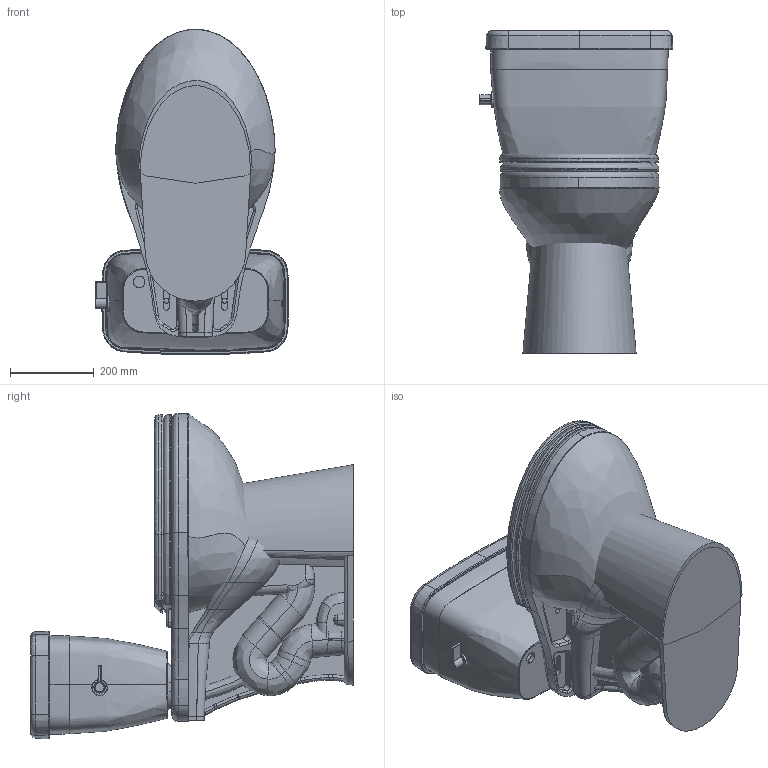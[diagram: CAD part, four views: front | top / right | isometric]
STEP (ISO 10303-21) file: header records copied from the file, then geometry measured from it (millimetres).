
FILE_DESCRIPTION (( 'STEP AP203' ), '1' );
FILE_NAME ('235E Assembly.STEP', '2016-08-26T21:59:08', ( '' ), ( '' ), 'SwSTEP 2.0', 'SolidWorks 2015', '' );
FILE_SCHEMA (( 'CONFIG_CONTROL_DESIGN' ));
Length unit declared in the file: inch
Products named in the file (159): Updated_Flapperless_Tank_11_3_020; Updated_Flapperless_Lid006; Updated_Flapperless_Lid045; Updated_Flapperless_Lid058; Updated_Flapperless_Lid067; BoltCoverLeft; Achilles_Top003; bulge_and_tail; Updated_Flapperless_Lid049; Updated_Flapperless_Lid007; Updated_Flapperless_Lid039; Updated_Flapperless_Lid029; Updated_Flapperless_Lid021; Updated_Flapperless_Lid005; Updated_Flapperless_Lid031; Updated_Flapperless_Lid015; Updated_Flapperless_Lid027; Updated_Flapperless_Lid022; Good_Tube; 235E Assembly; Updated_Flapperless_Lid008; Updated_Flapperless_Tank_11_3_028; Achilles_Top001; Updated_Flapperless_Lid072; Updated_Flapperless_Lid043; Updated_Flapperless_Lid051; Good_Tube001; Updated_Flapperless_Lid092; Cap_l; Updated_Flapperless_Lid038; Updated_Flapperless_Lid; Updated_Flapperless_Tank_11_3_015; Updated_Flapperless_Tank_11_3_021; Updated_Flapperless_Lid068; Bowl_Chute_Fillet; Updated_Flapperless_Lid035; Updated_Flapperless_Lid020; Plug; Tube_footer_Fillet; Updated_Flapperless_Tank_11_3_025 ...
Assembly tree (158 placements, depth 2):
  235E Assembly
    Updated_Flapperless_Tank_11_3_012
    Updated_Flapperless_Tank_11_3_013
    Updated_Flapperless_Tank_11_3_017
    Updated_Flapperless_Tank_11_3_019
    Updated_Flapperless_Tank_11_3_015
    Updated_Flapperless_Tank_11_3_014
    Updated_Flapperless_Tank_11_3_018
    Plug
    Achilles_Top003
    Achilles_Top
    Achilles_Top001
    Achilles_Top002
    Achilles_Bottom
    Updated_Flapperless_Tank_11_3_009
    Updated_Flapperless_Tank_11_3_008
    Updated_Flapperless_Tank_11_3_011
    Updated_Flapperless_Tank_11_3_010
    Updated_Flapperless_Tank_11_3_016
    Good_Tube
    Good_Tube001
    Bowl_Shell
    Bulge_and_Tail
    Gasket
    Seat_235E
    Bowl_Chute_Fillet
    Base
    Cap_r
    Cap_l
    Lid_235E
    Achilles_Bottom001
    Chimney
    Achilles_Bottom002
    bulge_and_tail
    Tube_footer_Fillet
    Updated_Flapperless_Lid089
    Updated_Flapperless_Tank_11_3_006
    Updated_Flapperless_Tank_11_3_
    Updated_Flapperless_Tank_11_3_005
    Updated_Flapperless_Tank_11_3_004
    Updated_Flapperless_Lid094
    Updated_Flapperless_Tank_11_3_003
    Updated_Flapperless_Tank_11_3_002
    Updated_Flapperless_Tank_11_3_001
    Updated_Flapperless_Lid092
    Updated_Flapperless_Lid093
    Updated_Flapperless_Lid091
    Updated_Flapperless_Lid090
    Updated_Flapperless_Tank_11_3_007
    FIN
    BoltCoverLeft
    BoltCoverRight
    Handle
    Topper_Full
    Updated_Flapperless_Lid005
    Updated_Flapperless_Lid003
    Updated_Flapperless_Lid008
    Updated_Flapperless_Lid002
    Updated_Flapperless_Lid001
    Updated_Flapperless_Lid006
Bounding box: 462.87 x 772.4 x 779.12 mm (x, y, z)
Volume: 49066143.6 mm3; surface area: 4290378.4 mm2
Topology: 19 solids, 158 shells, 688 faces, 3904 edges, 3383 vertices
Faces by surface type: bspline 391, cylinder 126, plane 125, cone 46
Entity records: 196798 total; most frequent: CARTESIAN_POINT 156716, ORIENTED_EDGE 5150, EDGE_CURVE 3893, VERTEX_POINT 3383, B_SPLINE_CURVE_WITH_KNOTS 2685, DIRECTION 2349, PERSON_AND_ORGANIZATION 1430, LOCAL_TIME 1111
